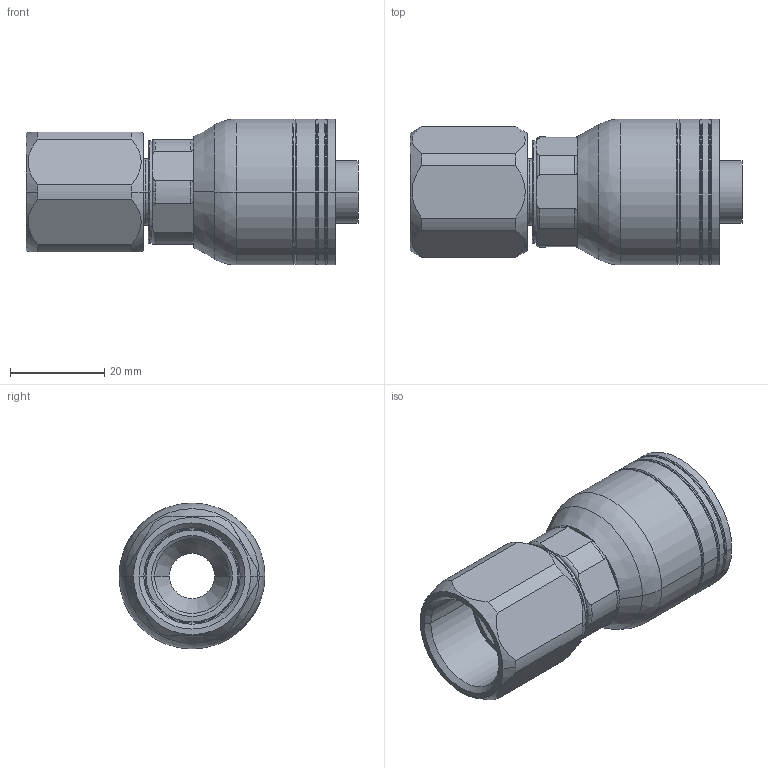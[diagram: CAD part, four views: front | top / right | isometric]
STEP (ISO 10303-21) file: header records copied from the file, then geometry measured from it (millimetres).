
FILE_DESCRIPTION((''),'2;1');
FILE_NAME('1AA10FJ8','2017-03-17T',('E5251691'),('Eaton Hydraulics Inc.'),'PRO/ENGINEER BY PARAMETRIC TECHNOLOGY CORPORATION, 2010280','PRO/ENGINEER BY PARAMETRIC TECHNOLOGY CORPORATION, 2010280','');
FILE_SCHEMA(('CONFIG_CONTROL_DESIGN'));
Products named in the file (4): 1F40610-1008; 1290-10; 1F15-08_ORIGINAL_HEX_CRIMP; 1AA10FJ8
Assembly tree (3 placements, depth 2):
  1AA10FJ8
    1F40610-1008
    1290-10
    1F15-08_ORIGINAL_HEX_CRIMP
Bounding box: 70.5 x 30.99 x 30.99 mm (x, y, z)
Volume: 16859.1 mm3; surface area: 16239.6 mm2
Topology: 3 solids, 3 shells, 128 faces, 296 edges, 178 vertices
Faces by surface type: cylinder 44, cone 38, plane 28, torus 16, bspline 2
Entity records: 4194 total; most frequent: CARTESIAN_POINT 1141, DIRECTION 674, ORIENTED_EDGE 592, EDGE_CURVE 296, AXIS2_PLACEMENT_3D 287, VERTEX_POINT 178, CIRCLE 154, EDGE_LOOP 138
